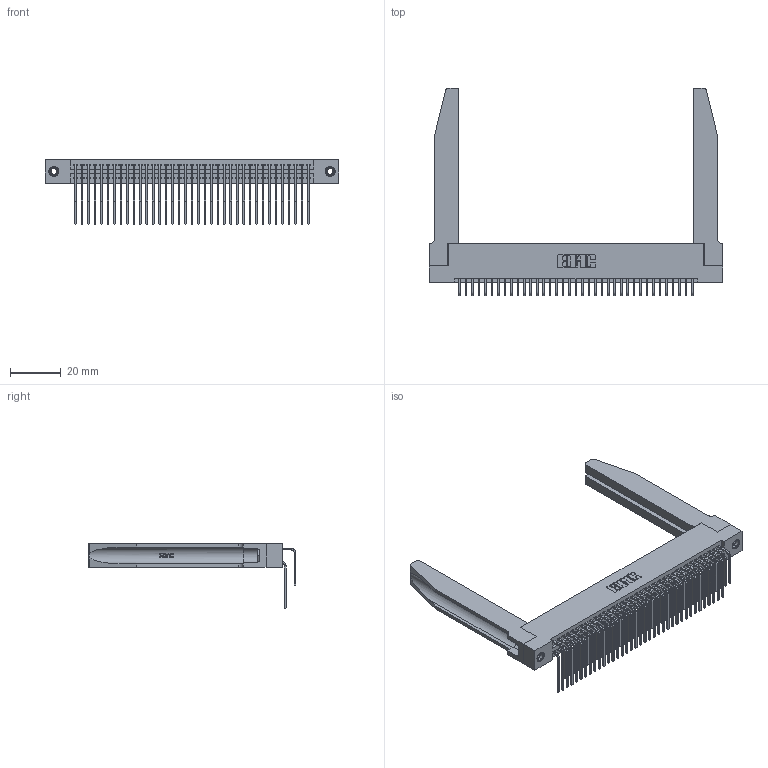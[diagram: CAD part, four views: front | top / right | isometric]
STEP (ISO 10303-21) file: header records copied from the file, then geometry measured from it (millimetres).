
FILE_DESCRIPTION (( 'STEP AP203' ), '1' );
FILE_NAME ('395-074-559-278.STEP', '2019-10-24T15:26:32', ( '' ), ( '' ), 'SwSTEP 2.0', 'SolidWorks 2016', '' );
FILE_SCHEMA (( 'CONFIG_CONTROL_DESIGN' ));
Length unit declared in the file: inch
Products named in the file (6): 345 Part_Flush Mounting Lugs - 0.156 Dia-TH; 345-292-001_558 559 Tail - 1; 345-292-001_559 Tail - 2; 345-250-001_345-250-001-102; 345-220-078_345-220-078; 395-074-559-278
Assembly tree (79 placements, depth 2):
  395-074-559-278
    345 Part_Flush Mounting Lugs - 0.156 Dia-TH
    345-292-001_558 559 Tail - 1  x37
    345-292-001_559 Tail - 2  x37
    345-250-001_345-250-001-102  x2
    345-220-078_345-220-078  x2
Bounding box: 115.21 x 81.52 x 25.53 mm (x, y, z)
Volume: 19342.9 mm3; surface area: 25855.1 mm2
Topology: 79 solids, 79 shells, 4208 faces, 12419 edges, 8170 vertices
Faces by surface type: plane 2812, cylinder 1344, bspline 36, cone 12, torus 4
Entity records: 36096 total; most frequent: CARTESIAN_POINT 7018, ORIENTED_EDGE 5798, DIRECTION 5161, EDGE_CURVE 2899, LINE 2485, VECTOR 2485, VERTEX_POINT 1924, AXIS2_PLACEMENT_3D 1338
